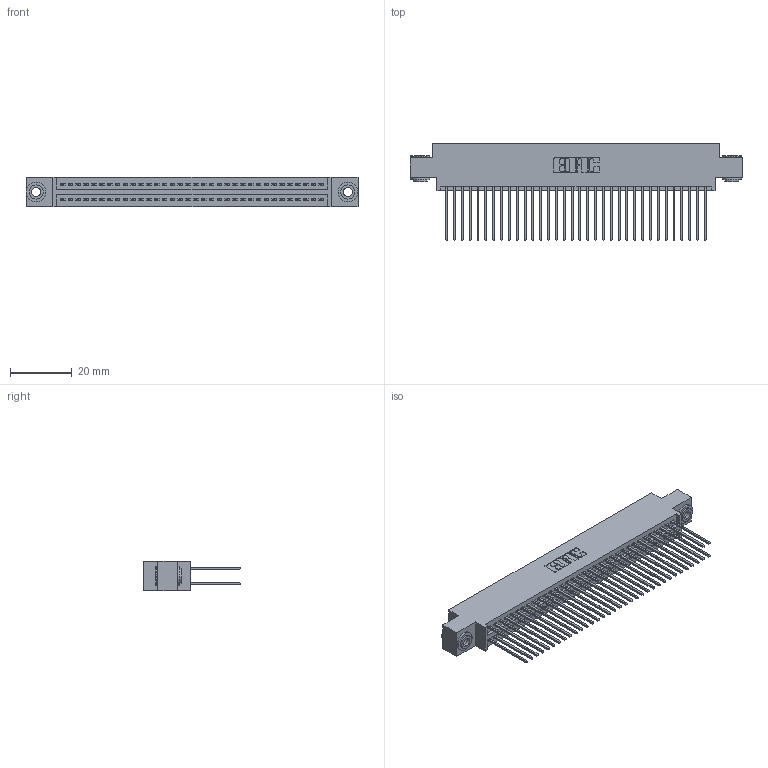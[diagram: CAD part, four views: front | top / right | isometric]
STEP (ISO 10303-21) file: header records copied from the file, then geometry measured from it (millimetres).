
FILE_DESCRIPTION (( 'STEP AP203' ), '1' );
FILE_NAME ('345-068-542-803.STEP', '2018-09-30T13:27:12', ( '' ), ( '' ), 'SwSTEP 2.0', 'SolidWorks 2016', '' );
FILE_SCHEMA (( 'CONFIG_CONTROL_DESIGN' ));
Length unit declared in the file: inch
Products named in the file (4): 345-068-542-803; 345-250-002_345-250-002-102; 345 Part_0.170 Offset - 0.156 Dia-TH; 345-292-001_345-293-142
Assembly tree (71 placements, depth 2):
  345-068-542-803
    345 Part_0.170 Offset - 0.156 Dia-TH
    345-292-001_345-293-142  x68
    345-250-002_345-250-002-102  x2
Bounding box: 107.57 x 31.29 x 9.4 mm (x, y, z)
Volume: 10598.1 mm3; surface area: 17340.6 mm2
Topology: 71 solids, 71 shells, 3568 faces, 10561 edges, 6946 vertices
Faces by surface type: plane 2338, cylinder 1222, cone 8
Entity records: 28554 total; most frequent: CARTESIAN_POINT 4771, ORIENTED_EDGE 4698, DIRECTION 4247, EDGE_CURVE 2349, LINE 2057, VECTOR 2057, VERTEX_POINT 1562, AXIS2_PLACEMENT_3D 1095
